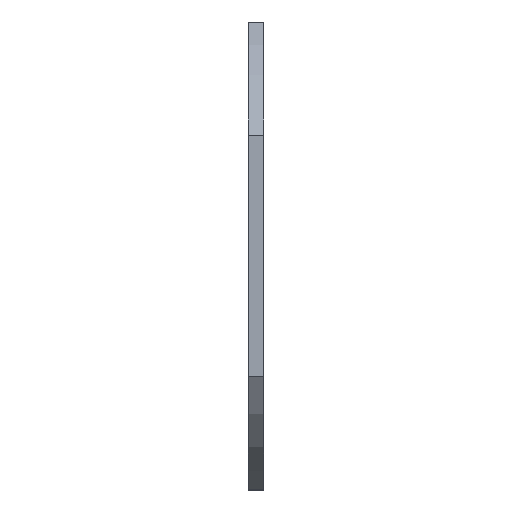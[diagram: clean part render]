
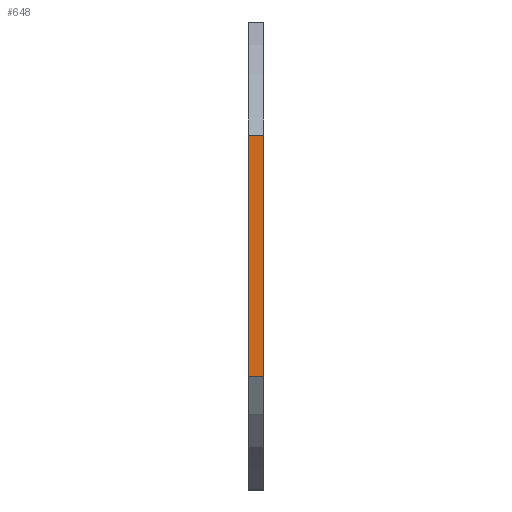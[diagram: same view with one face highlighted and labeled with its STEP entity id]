
A CAD part, left-side view. The second image highlights one B-rep face of the part: STEP entity #648.
In plain terms, the highlighted free-form (B-spline) face has degree [1, 1] with [2, 2] control points.
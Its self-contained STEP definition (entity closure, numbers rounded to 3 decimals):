
#58=CARTESIAN_POINT('',(-12.,0.0,6.185));
#59=VERTEX_POINT('',#58);
#73=CARTESIAN_POINT('',(-12.,0.0,-6.185));
#74=VERTEX_POINT('',#73);
#75=CARTESIAN_POINT('',(-12.,0.0,-6.185));
#76=CARTESIAN_POINT('',(-12.,0.0,6.185));
#77=QUASI_UNIFORM_CURVE('',1,(#75,#76),.UNSPECIFIED.,.F.,.U.);
#78=EDGE_CURVE('',#74,#59,#77,.T.);
#372=CARTESIAN_POINT('',(-12.,0.8,-6.185));
#373=VERTEX_POINT('',#372);
#387=CARTESIAN_POINT('',(-12.,0.8,6.185));
#388=VERTEX_POINT('',#387);
#389=CARTESIAN_POINT('',(-12.,0.8,-6.185));
#390=CARTESIAN_POINT('',(-12.,0.8,6.185));
#391=QUASI_UNIFORM_CURVE('',1,(#389,#390),.UNSPECIFIED.,.F.,.U.);
#392=EDGE_CURVE('',#373,#388,#391,.T.);
#625=CARTESIAN_POINT('',(-12.,0.8,6.185));
#626=CARTESIAN_POINT('',(-12.,0.0,6.185));
#627=QUASI_UNIFORM_CURVE('',1,(#625,#626),.UNSPECIFIED.,.F.,.U.);
#628=EDGE_CURVE('',#388,#59,#627,.T.);
#633=CARTESIAN_POINT('',(-12.,-0.04,6.803));
#634=CARTESIAN_POINT('',(-12.,-0.04,-6.803));
#635=CARTESIAN_POINT('',(-12.,0.84,6.803));
#636=CARTESIAN_POINT('',(-12.,0.84,-6.803));
#637=B_SPLINE_SURFACE_WITH_KNOTS('',1,1,((#633,#635),(#634,#636)),.UNSPECIFIED.,.F.,.F.,.U.,(2,2),(2,2),(0.0,13.605),(0.042,0.958),.UNSPECIFIED.);
#638=ORIENTED_EDGE('',*,*,#78,.T.);
#639=ORIENTED_EDGE('',*,*,#628,.F.);
#640=ORIENTED_EDGE('',*,*,#392,.F.);
#641=CARTESIAN_POINT('',(-12.,0.8,-6.185));
#642=CARTESIAN_POINT('',(-12.,0.0,-6.185));
#643=QUASI_UNIFORM_CURVE('',1,(#641,#642),.UNSPECIFIED.,.F.,.U.);
#644=EDGE_CURVE('',#373,#74,#643,.T.);
#645=ORIENTED_EDGE('',*,*,#644,.T.);
#646=EDGE_LOOP('',(#638,#639,#640,#645));
#647=FACE_OUTER_BOUND('',#646,.T.);
#648=ADVANCED_FACE('',(#647),#637,.F.);
